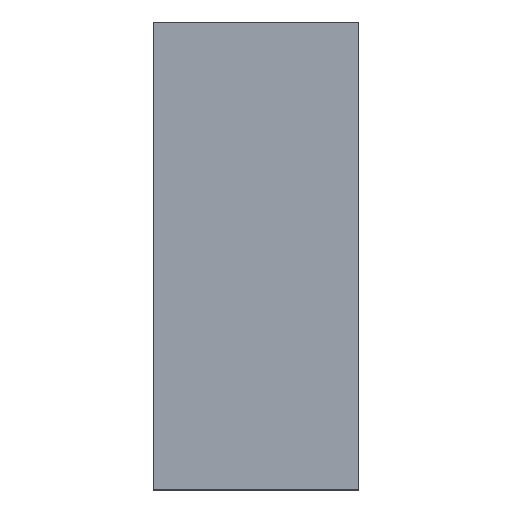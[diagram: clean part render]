
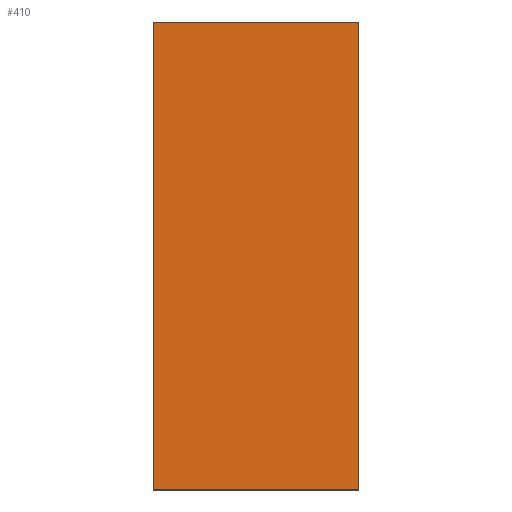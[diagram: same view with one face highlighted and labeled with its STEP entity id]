
A CAD part, top view. The second image highlights one B-rep face of the part: STEP entity #410.
In plain terms, the highlighted face is planar.
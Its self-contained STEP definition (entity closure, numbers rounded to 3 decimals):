
#9 = DIRECTION ( 'NONE',  ( 0., 0., -1. ) ) ;
#109 = FACE_OUTER_BOUND ( 'NONE', #482, .T. ) ;
#117 = LINE ( 'NONE', #315, #930 ) ;
#149 = DIRECTION ( 'NONE',  ( 0., 0., 1. ) ) ;
#175 = CARTESIAN_POINT ( 'NONE',  ( -1547.224, -376., 499.914 ) ) ;
#176 = CARTESIAN_POINT ( 'NONE',  ( 727.413, -376., -499.914 ) ) ;
#188 = VECTOR ( 'NONE', #490, 1000. ) ;
#215 = VERTEX_POINT ( 'NONE', #319 ) ;
#236 = VERTEX_POINT ( 'NONE', #323 ) ;
#315 = CARTESIAN_POINT ( 'NONE',  ( -1547.224, -376., 499.914 ) ) ;
#319 = CARTESIAN_POINT ( 'NONE',  ( 727.413, -376., 499.914 ) ) ;
#323 = CARTESIAN_POINT ( 'NONE',  ( -1547.224, -376., 499.914 ) ) ;
#328 = LINE ( 'NONE', #415, #401 ) ;
#401 = VECTOR ( 'NONE', #788, 1000. ) ;
#410 = ADVANCED_FACE ( 'NONE', ( #109 ), #572, .T. ) ;
#415 = CARTESIAN_POINT ( 'NONE',  ( 727.413, -376., 499.914 ) ) ;
#463 = CARTESIAN_POINT ( 'NONE',  ( -1547.224, -376., -499.914 ) ) ;
#473 = VERTEX_POINT ( 'NONE', #176 ) ;
#482 = EDGE_LOOP ( 'NONE', ( #771, #967, #606, #934 ) ) ;
#490 = DIRECTION ( 'NONE',  ( 1., 0., 0. ) ) ;
#559 = CARTESIAN_POINT ( 'NONE',  ( -1547.224, -376., -499.914 ) ) ;
#572 = PLANE ( 'NONE',  #964 ) ;
#606 = ORIENTED_EDGE ( 'NONE', *, *, #712, .F. ) ;
#623 = VECTOR ( 'NONE', #626, 1000. ) ;
#626 = DIRECTION ( 'NONE',  ( -1., 0., 0. ) ) ;
#644 = CARTESIAN_POINT ( 'NONE',  ( 0., -376., 0. ) ) ;
#684 = LINE ( 'NONE', #463, #623 ) ;
#712 = EDGE_CURVE ( 'NONE', #917, #236, #117, .T. ) ;
#725 = DIRECTION ( 'NONE',  ( 0., -1., 0. ) ) ;
#763 = EDGE_CURVE ( 'NONE', #473, #917, #684, .T. ) ;
#771 = ORIENTED_EDGE ( 'NONE', *, *, #978, .F. ) ;
#788 = DIRECTION ( 'NONE',  ( 0., 0., -1. ) ) ;
#917 = VERTEX_POINT ( 'NONE', #559 ) ;
#927 = EDGE_CURVE ( 'NONE', #236, #215, #935, .T. ) ;
#930 = VECTOR ( 'NONE', #149, 1000. ) ;
#934 = ORIENTED_EDGE ( 'NONE', *, *, #763, .F. ) ;
#935 = LINE ( 'NONE', #175, #188 ) ;
#964 = AXIS2_PLACEMENT_3D ( 'NONE', #644, #725, #9 ) ;
#967 = ORIENTED_EDGE ( 'NONE', *, *, #927, .F. ) ;
#978 = EDGE_CURVE ( 'NONE', #215, #473, #328, .T. ) ;
